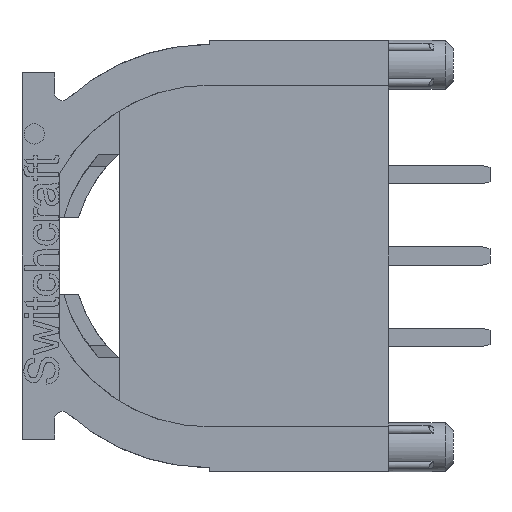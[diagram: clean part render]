
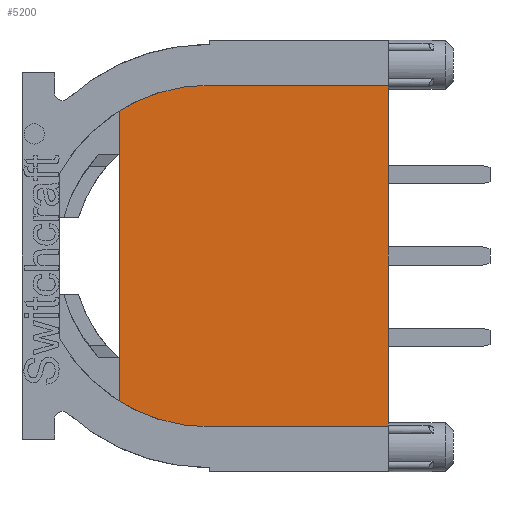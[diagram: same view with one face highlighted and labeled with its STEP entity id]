
A CAD part, left-side view. The second image highlights one B-rep face of the part: STEP entity #5200.
In plain terms, the highlighted planar face has unit normal (-1, 0, 0).
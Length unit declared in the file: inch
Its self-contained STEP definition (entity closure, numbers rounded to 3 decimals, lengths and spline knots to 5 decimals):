
#110=CIRCLE('',#5469,0.21);
#111=CIRCLE('',#5472,0.21);
#320=PLANE('',#5471);
#575=FACE_OUTER_BOUND('',#869,.T.);
#869=EDGE_LOOP('',(#4635,#4636,#4637,#4638,#4639,#4640,#4641,#4642));
#1215=LINE('',#10230,#1722);
#1226=LINE('',#10355,#1733);
#1236=LINE('',#10384,#1743);
#1365=LINE('',#11920,#1872);
#1368=LINE('',#11931,#1875);
#1370=LINE('',#11935,#1877);
#1722=VECTOR('',#6040,0.3937);
#1733=VECTOR('',#6109,0.3937);
#1743=VECTOR('',#6133,0.3937);
#1872=VECTOR('',#6422,39.37008);
#1875=VECTOR('',#6433,39.37008);
#1877=VECTOR('',#6437,39.37008);
#2402=VERTEX_POINT('',#10226);
#2404=VERTEX_POINT('',#10229);
#2423=VERTEX_POINT('',#10354);
#2435=VERTEX_POINT('',#10383);
#2523=VERTEX_POINT('',#11918);
#2526=VERTEX_POINT('',#11926);
#2527=VERTEX_POINT('',#11930);
#2528=VERTEX_POINT('',#11934);
#3024=EDGE_CURVE('',#2404,#2402,#1215,.T.);
#3056=EDGE_CURVE('',#2423,#2404,#1226,.T.);
#3070=EDGE_CURVE('',#2435,#2423,#1236,.T.);
#3246=EDGE_CURVE('',#2402,#2523,#1365,.T.);
#3250=EDGE_CURVE('',#2523,#2526,#110,.T.);
#3251=EDGE_CURVE('',#2435,#2527,#1368,.T.);
#3253=EDGE_CURVE('',#2526,#2528,#1370,.T.);
#3254=EDGE_CURVE('',#2528,#2527,#111,.T.);
#4635=ORIENTED_EDGE('',*,*,#3070,.T.);
#4636=ORIENTED_EDGE('',*,*,#3056,.T.);
#4637=ORIENTED_EDGE('',*,*,#3024,.T.);
#4638=ORIENTED_EDGE('',*,*,#3246,.T.);
#4639=ORIENTED_EDGE('',*,*,#3250,.T.);
#4640=ORIENTED_EDGE('',*,*,#3253,.T.);
#4641=ORIENTED_EDGE('',*,*,#3254,.T.);
#4642=ORIENTED_EDGE('',*,*,#3251,.F.);
#5200=ADVANCED_FACE('',(#575),#320,.T.);
#5469=AXIS2_PLACEMENT_3D('',#11928,#6429,#6430);
#5471=AXIS2_PLACEMENT_3D('',#11933,#6435,#6436);
#5472=AXIS2_PLACEMENT_3D('',#11936,#6438,#6439);
#6040=DIRECTION('',(0.,0.,1.));
#6109=DIRECTION('',(0.,0.,1.));
#6133=DIRECTION('',(0.,0.,1.));
#6422=DIRECTION('',(0.,1.,0.));
#6429=DIRECTION('center_axis',(-1.,0.,0.));
#6430=DIRECTION('ref_axis',(0.,0.,1.));
#6433=DIRECTION('',(0.,1.,0.));
#6435=DIRECTION('center_axis',(-1.,0.,0.));
#6436=DIRECTION('ref_axis',(0.,0.,1.));
#6437=DIRECTION('',(0.,0.,-1.));
#6438=DIRECTION('center_axis',(-1.,0.,0.));
#6439=DIRECTION('ref_axis',(0.,0.,1.));
#10226=CARTESIAN_POINT('',(0.22,-0.22,0.21));
#10229=CARTESIAN_POINT('',(0.22,-0.22,0.20672));
#10230=CARTESIAN_POINT('',(0.22,-0.22,-0.0275));
#10354=CARTESIAN_POINT('',(0.22,-0.22,-0.20672));
#10355=CARTESIAN_POINT('',(0.22,-0.22,-0.0275));
#10383=CARTESIAN_POINT('',(0.22,-0.22,-0.21));
#10384=CARTESIAN_POINT('',(0.22,-0.22,-0.0275));
#11918=CARTESIAN_POINT('',(0.22,0.,0.21));
#11920=CARTESIAN_POINT('',(0.22,-0.19,0.21));
#11926=CARTESIAN_POINT('',(0.22,0.11,0.17889));
#11928=CARTESIAN_POINT('Origin',(0.22,0.,0.));
#11930=CARTESIAN_POINT('',(0.22,0.,-0.21));
#11931=CARTESIAN_POINT('',(0.22,-0.16,-0.21));
#11933=CARTESIAN_POINT('Origin',(0.22,-0.19,0.21));
#11934=CARTESIAN_POINT('',(0.22,0.11,-0.17889));
#11935=CARTESIAN_POINT('',(0.22,0.11,0.21));
#11936=CARTESIAN_POINT('Origin',(0.22,0.,0.));
